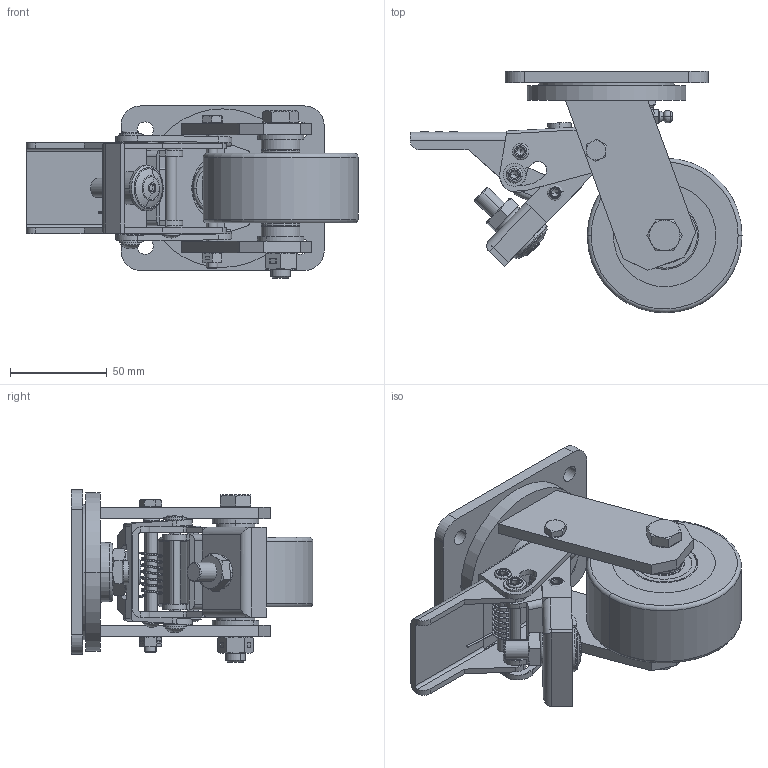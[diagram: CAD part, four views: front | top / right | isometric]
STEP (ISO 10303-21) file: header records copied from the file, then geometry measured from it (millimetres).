
FILE_DESCRIPTION (( 'STEP AP214' ), '1' );
FILE_NAME ('0017944_L-HL-PUZG-080-K-3-DSV.step', '2018-10-12T08:09:22', ( '' ), ( '' ), 'SwSTEP 2.0', 'SolidWorks 2018', '' );
FILE_SCHEMA (( 'AUTOMOTIVE_DESIGN' ));
Length unit declared in the file: millimetre
Products named in the file (1): 0017944_L-HL-PUZG-080-K-3-DSV
Bounding box: 171.66 x 125 x 89 mm (x, y, z)
Surface area: 135279.2 mm2 (no closed solid volume)
Topology: 0 solids, 38 shells, 725 faces, 1696 edges, 1057 vertices
Faces by surface type: plane 264, cylinder 236, cone 145, torus 72, sphere 5, bspline 3
Entity records: 33560 total; most frequent: CARTESIAN_POINT 8599, DIRECTION 3630, ORIENTED_EDGE 3326, EDGE_CURVE 1679, AXIS2_PLACEMENT_3D 1451, VERTEX_POINT 1054, EDGE_LOOP 847, UNCERTAINTY_MEASURE_WITH_UNIT 756
